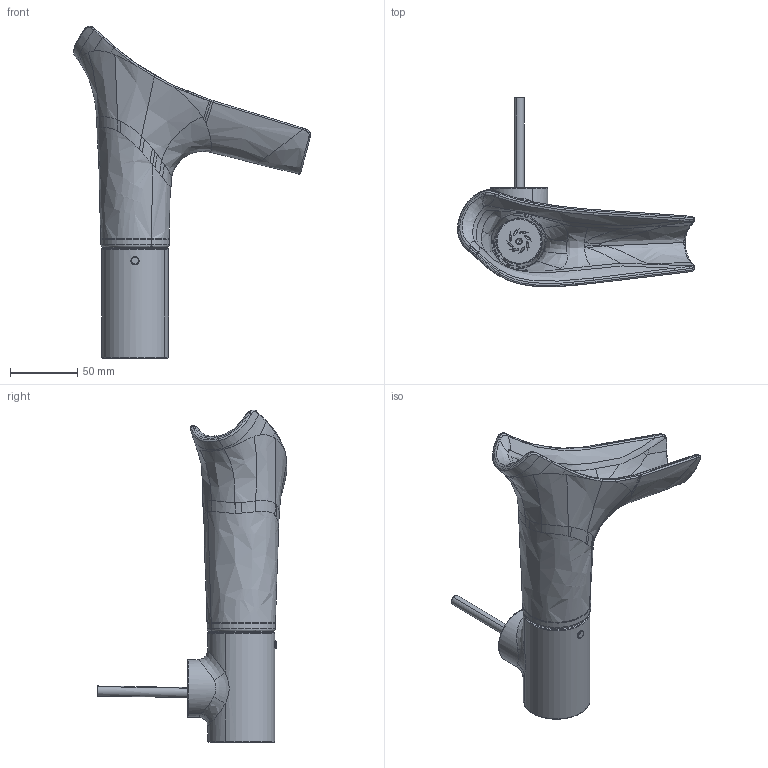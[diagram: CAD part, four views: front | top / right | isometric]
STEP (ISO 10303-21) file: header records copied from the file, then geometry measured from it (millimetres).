
FILE_DESCRIPTION(('CAx-IF Rec.Pracs.---Model Styling and Organization---1.2---2011-12-15','CAx-IF Rec.Pracs.---Geometric and Assembly Validation Properties---4.1---2014-06-16','CAx-IF Rec.Pracs.---PMI Polyline Presentation---2.0---2013-05-24'),'2;1');
FILE_NAME('1000095681_PPR_000.stp','2016-11-29T14:54:56+01:00',(''),(''),'STEP Interface 4.0.1101 by CT CoreTechnologie','3D_Evolution4.0.1101 by CT CoreTechnologie','');
FILE_SCHEMA(('AP203_CONFIGURATION_CONTROLLED_3D_DESIGN_OF_MECHANICAL_PARTS_AND_ASSEMBLIES_MIM_LF'));
Length unit declared in the file: millimetre
Products named in the file (11): P_2 Glasmischer 50 Axor Starck 1000095681_PPR_000_A0; P_2 GK Glasmischer 50 AXOR Starck 1000095723_PPA_000_A0; P_2 Griff Glasmischer AX Starck 1000095685_PPA_000_A0; P_2 Gleitstueck WTM Citterio 2 1000083323_PPA_000_A0; P_2 Abdeckring Glasmischer 50 AXORStarck 1000095697_PPA_000_A0; P_2 Kanne kpl. Glasmischer AXOR Starck 1000095682_PPR_000_A0; P_2 Steckaufsatz Glasmischer 50Ax Starck 1000095724_PPA_000_A0; Kanne Rogaska AXOR Starck Glasmischer 1000072693_PPA_000_B0; Strahlkoerper Glasmischer 50 AX Starck 1000064370_PPA_000_A6; Klebepad Glasmischer 50 AX Starck 1000091287_PPA_000_A0; P_2 Raster Glasmischer 50 AX Starck 1000095725_PPA_000_A0
Assembly tree (10 placements, depth 3):
  P_2 Glasmischer 50 Axor Starck 1000095681_PPR_000_A0
    P_2 GK Glasmischer 50 AXOR Starck 1000095723_PPA_000_A0
    P_2 Griff Glasmischer AX Starck 1000095685_PPA_000_A0
    P_2 Gleitstueck WTM Citterio 2 1000083323_PPA_000_A0
    P_2 Abdeckring Glasmischer 50 AXORStarck 1000095697_PPA_000_A0
    P_2 Kanne kpl. Glasmischer AXOR Starck 1000095682_PPR_000_A0
      P_2 Steckaufsatz Glasmischer 50Ax Starck 1000095724_PPA_000_A0
      Kanne Rogaska AXOR Starck Glasmischer 1000072693_PPA_000_B0
      Strahlkoerper Glasmischer 50 AX Starck 1000064370_PPA_000_A6
      Klebepad Glasmischer 50 AX Starck 1000091287_PPA_000_A0
    P_2 Raster Glasmischer 50 AX Starck 1000095725_PPA_000_A0
Bounding box: 176.83 x 141.65 x 247.76 mm (x, y, z)
Volume: 421036.1 mm3; surface area: 97725.1 mm2
Topology: 9 solids, 9 shells, 368 faces, 855 edges, 515 vertices
Faces by surface type: bspline 248, cylinder 77, plane 43
Entity records: 49651 total; most frequent: CARTESIAN_POINT 37342, ORIENTED_EDGE 1706, DIRECTION 1197, EDGE_CURVE 853, AXIS2_PLACEMENT_3D 515, VERTEX_POINT 515, EDGE_LOOP 406, CIRCLE 384
